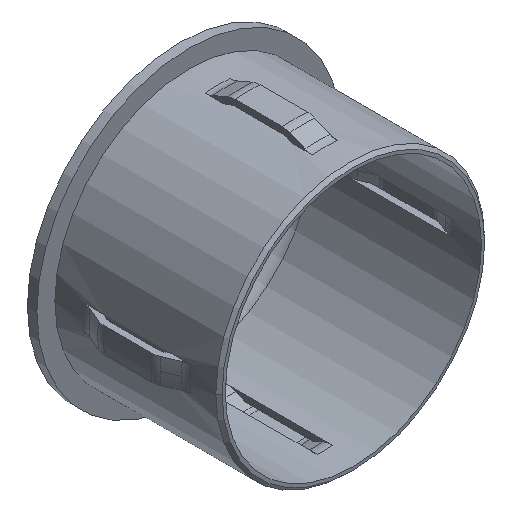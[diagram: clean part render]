
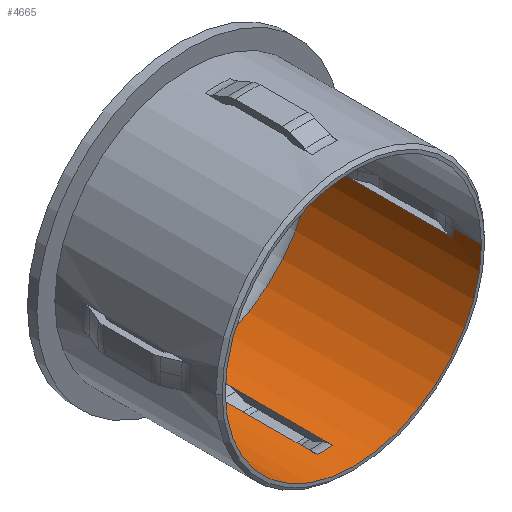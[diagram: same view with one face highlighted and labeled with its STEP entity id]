
A CAD part, isometric view. The second image highlights one B-rep face of the part: STEP entity #4665.
In plain terms, the highlighted cylindrical face has radius 20.3 mm (diameter 40.6 mm), a partial arc.
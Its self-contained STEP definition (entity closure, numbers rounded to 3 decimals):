
#48 = CARTESIAN_POINT ( 'NONE',  ( -20.3, 21.5, 0. ) ) ;
#70 = DIRECTION ( 'NONE',  ( 0., -1., 0. ) ) ;
#518 = ORIENTED_EDGE ( 'NONE', *, *, #1384, .T. ) ;
#644 = DIRECTION ( 'NONE',  ( 1., 0., 0. ) ) ;
#867 = VECTOR ( 'NONE', #12688, 1000. ) ;
#884 = LINE ( 'NONE', #12342, #1853 ) ;
#899 = CARTESIAN_POINT ( 'NONE',  ( 20.3, 26.765, 0. ) ) ;
#1175 = VERTEX_POINT ( 'NONE', #14492 ) ;
#1180 = DIRECTION ( 'NONE',  ( 1., 0., 0. ) ) ;
#1285 = ORIENTED_EDGE ( 'NONE', *, *, #6504, .F. ) ;
#1311 = VERTEX_POINT ( 'NONE', #3154 ) ;
#1384 = EDGE_CURVE ( 'NONE', #4269, #5422, #13290, .T. ) ;
#1604 = AXIS2_PLACEMENT_3D ( 'NONE', #10952, #8428, #16058 ) ;
#1626 = DIRECTION ( 'NONE',  ( 1., 0., 0. ) ) ;
#1643 = CYLINDRICAL_SURFACE ( 'NONE', #10378, 20.3 ) ;
#1810 = ORIENTED_EDGE ( 'NONE', *, *, #2206, .T. ) ;
#1842 = CARTESIAN_POINT ( 'NONE',  ( 0., 21.5, 0. ) ) ;
#1853 = VECTOR ( 'NONE', #9675, 1000. ) ;
#1870 = ORIENTED_EDGE ( 'NONE', *, *, #10709, .F. ) ;
#1910 = EDGE_CURVE ( 'NONE', #2352, #5422, #8752, .T. ) ;
#2012 = FACE_BOUND ( 'NONE', #5132, .T. ) ;
#2169 = DIRECTION ( 'NONE',  ( 0., -1., 0. ) ) ;
#2206 = EDGE_CURVE ( 'NONE', #9197, #3119, #8550, .T. ) ;
#2222 = CARTESIAN_POINT ( 'NONE',  ( 1.25, 21.5, -20.261 ) ) ;
#2246 = VECTOR ( 'NONE', #8372, 1000. ) ;
#2323 = ORIENTED_EDGE ( 'NONE', *, *, #8811, .T. ) ;
#2352 = VERTEX_POINT ( 'NONE', #12591 ) ;
#2513 = DIRECTION ( 'NONE',  ( 1., 0., 0. ) ) ;
#2601 = EDGE_LOOP ( 'NONE', ( #16142, #5338, #1810, #8471, #10122, #9766, #10640, #5654, #1285, #4101, #2323, #12431 ) ) ;
#2697 = DIRECTION ( 'NONE',  ( 0., -1., 0. ) ) ;
#2740 = VERTEX_POINT ( 'NONE', #12233 ) ;
#3119 = VERTEX_POINT ( 'NONE', #4773 ) ;
#3154 = CARTESIAN_POINT ( 'NONE',  ( 20.261, 21.5, -1.25 ) ) ;
#3299 = VERTEX_POINT ( 'NONE', #899 ) ;
#3440 = EDGE_CURVE ( 'NONE', #3119, #13034, #14045, .T. ) ;
#3660 = AXIS2_PLACEMENT_3D ( 'NONE', #6346, #70, #2513 ) ;
#3708 = VECTOR ( 'NONE', #12049, 1000. ) ;
#3842 = LINE ( 'NONE', #7815, #14279 ) ;
#4076 = EDGE_CURVE ( 'NONE', #1311, #10285, #8514, .T. ) ;
#4101 = ORIENTED_EDGE ( 'NONE', *, *, #4076, .F. ) ;
#4216 = CARTESIAN_POINT ( 'NONE',  ( 0., 0., 0. ) ) ;
#4269 = VERTEX_POINT ( 'NONE', #2222 ) ;
#4299 = DIRECTION ( 'NONE',  ( 0., -1., 0. ) ) ;
#4336 = DIRECTION ( 'NONE',  ( 0., -1., 0. ) ) ;
#4665 = ADVANCED_FACE ( 'NONE', ( #2012, #11436 ), #1643, .F. ) ;
#4773 = CARTESIAN_POINT ( 'NONE',  ( -20.261, 21.5, -1.25 ) ) ;
#4852 = CARTESIAN_POINT ( 'NONE',  ( -1.25, 54.303, -20.261 ) ) ;
#4860 = CARTESIAN_POINT ( 'NONE',  ( 20.3, 0., 0. ) ) ;
#5087 = CARTESIAN_POINT ( 'NONE',  ( 0., 4.5, 0. ) ) ;
#5132 = EDGE_LOOP ( 'NONE', ( #10505, #1870, #15705, #518 ) ) ;
#5176 = CARTESIAN_POINT ( 'NONE',  ( -20.261, 54.303, -1.25 ) ) ;
#5338 = ORIENTED_EDGE ( 'NONE', *, *, #12051, .T. ) ;
#5422 = VERTEX_POINT ( 'NONE', #13170 ) ;
#5609 = LINE ( 'NONE', #15737, #2246 ) ;
#5654 = ORIENTED_EDGE ( 'NONE', *, *, #14546, .F. ) ;
#5979 = VECTOR ( 'NONE', #7012, 1000. ) ;
#5986 = CIRCLE ( 'NONE', #12568, 20.3 ) ;
#6092 = CIRCLE ( 'NONE', #8675, 20.3 ) ;
#6346 = CARTESIAN_POINT ( 'NONE',  ( 0., 26.765, 0. ) ) ;
#6504 = EDGE_CURVE ( 'NONE', #10285, #13388, #6092, .T. ) ;
#6577 = EDGE_CURVE ( 'NONE', #11567, #4269, #14216, .T. ) ;
#6592 = CARTESIAN_POINT ( 'NONE',  ( 20.3, 4.5, 0. ) ) ;
#6828 = DIRECTION ( 'NONE',  ( 0., -1., 0. ) ) ;
#7012 = DIRECTION ( 'NONE',  ( 0., -1., 0. ) ) ;
#7151 = DIRECTION ( 'NONE',  ( 1., 0., 0. ) ) ;
#7419 = DIRECTION ( 'NONE',  ( 0., -1., 0. ) ) ;
#7760 = DIRECTION ( 'NONE',  ( 0., -1., 0. ) ) ;
#7815 = CARTESIAN_POINT ( 'NONE',  ( -20.3, 33., 0. ) ) ;
#7880 = CARTESIAN_POINT ( 'NONE',  ( 0., 4.5, 0. ) ) ;
#8372 = DIRECTION ( 'NONE',  ( 0., -1., 0. ) ) ;
#8428 = DIRECTION ( 'NONE',  ( 0., -1., 0. ) ) ;
#8471 = ORIENTED_EDGE ( 'NONE', *, *, #3440, .T. ) ;
#8514 = LINE ( 'NONE', #14428, #14856 ) ;
#8550 = CIRCLE ( 'NONE', #1604, 20.3 ) ;
#8675 = AXIS2_PLACEMENT_3D ( 'NONE', #7880, #14241, #15294 ) ;
#8714 = CARTESIAN_POINT ( 'NONE',  ( 20.261, 4.5, -1.25 ) ) ;
#8752 = CIRCLE ( 'NONE', #13183, 20.3 ) ;
#8811 = EDGE_CURVE ( 'NONE', #1311, #1175, #11585, .T. ) ;
#9036 = LINE ( 'NONE', #4852, #11173 ) ;
#9197 = VERTEX_POINT ( 'NONE', #48 ) ;
#9430 = CARTESIAN_POINT ( 'NONE',  ( -20.261, 4.5, -1.25 ) ) ;
#9675 = DIRECTION ( 'NONE',  ( 0., -1., 0. ) ) ;
#9692 = CIRCLE ( 'NONE', #3660, 20.3 ) ;
#9766 = ORIENTED_EDGE ( 'NONE', *, *, #14751, .T. ) ;
#10122 = ORIENTED_EDGE ( 'NONE', *, *, #14001, .F. ) ;
#10285 = VERTEX_POINT ( 'NONE', #8714 ) ;
#10376 = AXIS2_PLACEMENT_3D ( 'NONE', #1842, #4336, #644 ) ;
#10378 = AXIS2_PLACEMENT_3D ( 'NONE', #10891, #14732, #7151 ) ;
#10449 = VERTEX_POINT ( 'NONE', #13319 ) ;
#10505 = ORIENTED_EDGE ( 'NONE', *, *, #1910, .F. ) ;
#10578 = LINE ( 'NONE', #12152, #3708 ) ;
#10640 = ORIENTED_EDGE ( 'NONE', *, *, #14802, .T. ) ;
#10709 = EDGE_CURVE ( 'NONE', #11567, #2352, #9036, .T. ) ;
#10891 = CARTESIAN_POINT ( 'NONE',  ( 0., 33., 0. ) ) ;
#10952 = CARTESIAN_POINT ( 'NONE',  ( 0., 21.5, 0. ) ) ;
#11010 = AXIS2_PLACEMENT_3D ( 'NONE', #4216, #6828, #1626 ) ;
#11173 = VECTOR ( 'NONE', #15056, 1000. ) ;
#11436 = FACE_OUTER_BOUND ( 'NONE', #2601, .T. ) ;
#11567 = VERTEX_POINT ( 'NONE', #15658 ) ;
#11585 = CIRCLE ( 'NONE', #13995, 20.3 ) ;
#12049 = DIRECTION ( 'NONE',  ( 0., -1., 0. ) ) ;
#12051 = EDGE_CURVE ( 'NONE', #16251, #9197, #10578, .T. ) ;
#12152 = CARTESIAN_POINT ( 'NONE',  ( -20.3, 33., 0. ) ) ;
#12233 = CARTESIAN_POINT ( 'NONE',  ( -20.3, 0., 0. ) ) ;
#12252 = CIRCLE ( 'NONE', #11010, 20.3 ) ;
#12342 = CARTESIAN_POINT ( 'NONE',  ( 20.3, 33., 0. ) ) ;
#12381 = VERTEX_POINT ( 'NONE', #4860 ) ;
#12431 = ORIENTED_EDGE ( 'NONE', *, *, #15289, .F. ) ;
#12568 = AXIS2_PLACEMENT_3D ( 'NONE', #14861, #2169, #15696 ) ;
#12591 = CARTESIAN_POINT ( 'NONE',  ( -1.25, 4.5, -20.261 ) ) ;
#12688 = DIRECTION ( 'NONE',  ( 0., -1., 0. ) ) ;
#12911 = DIRECTION ( 'NONE',  ( 1., 0., 0. ) ) ;
#13034 = VERTEX_POINT ( 'NONE', #9430 ) ;
#13170 = CARTESIAN_POINT ( 'NONE',  ( 1.25, 4.5, -20.261 ) ) ;
#13183 = AXIS2_PLACEMENT_3D ( 'NONE', #5087, #7419, #1180 ) ;
#13285 = CARTESIAN_POINT ( 'NONE',  ( -20.3, 26.765, 0. ) ) ;
#13290 = LINE ( 'NONE', #13352, #5979 ) ;
#13319 = CARTESIAN_POINT ( 'NONE',  ( -20.3, 4.5, 0. ) ) ;
#13352 = CARTESIAN_POINT ( 'NONE',  ( 1.25, 54.303, -20.261 ) ) ;
#13388 = VERTEX_POINT ( 'NONE', #6592 ) ;
#13984 = CARTESIAN_POINT ( 'NONE',  ( 0., 21.5, 0. ) ) ;
#13995 = AXIS2_PLACEMENT_3D ( 'NONE', #13984, #2697, #12911 ) ;
#14001 = EDGE_CURVE ( 'NONE', #10449, #13034, #5986, .T. ) ;
#14045 = LINE ( 'NONE', #5176, #867 ) ;
#14216 = CIRCLE ( 'NONE', #10376, 20.3 ) ;
#14241 = DIRECTION ( 'NONE',  ( 0., -1., 0. ) ) ;
#14279 = VECTOR ( 'NONE', #7760, 1000. ) ;
#14428 = CARTESIAN_POINT ( 'NONE',  ( 20.261, 54.303, -1.25 ) ) ;
#14492 = CARTESIAN_POINT ( 'NONE',  ( 20.3, 21.5, 0. ) ) ;
#14546 = EDGE_CURVE ( 'NONE', #13388, #12381, #5609, .T. ) ;
#14732 = DIRECTION ( 'NONE',  ( 0., -1., 0. ) ) ;
#14751 = EDGE_CURVE ( 'NONE', #10449, #2740, #3842, .T. ) ;
#14802 = EDGE_CURVE ( 'NONE', #2740, #12381, #12252, .T. ) ;
#14856 = VECTOR ( 'NONE', #4299, 1000. ) ;
#14861 = CARTESIAN_POINT ( 'NONE',  ( 0., 4.5, 0. ) ) ;
#15056 = DIRECTION ( 'NONE',  ( 0., -1., 0. ) ) ;
#15289 = EDGE_CURVE ( 'NONE', #3299, #1175, #884, .T. ) ;
#15294 = DIRECTION ( 'NONE',  ( 1., 0., 0. ) ) ;
#15658 = CARTESIAN_POINT ( 'NONE',  ( -1.25, 21.5, -20.261 ) ) ;
#15696 = DIRECTION ( 'NONE',  ( 1., 0., 0. ) ) ;
#15705 = ORIENTED_EDGE ( 'NONE', *, *, #6577, .T. ) ;
#15737 = CARTESIAN_POINT ( 'NONE',  ( 20.3, 33., 0. ) ) ;
#16058 = DIRECTION ( 'NONE',  ( 1., 0., 0. ) ) ;
#16142 = ORIENTED_EDGE ( 'NONE', *, *, #16151, .F. ) ;
#16151 = EDGE_CURVE ( 'NONE', #16251, #3299, #9692, .T. ) ;
#16251 = VERTEX_POINT ( 'NONE', #13285 ) ;
